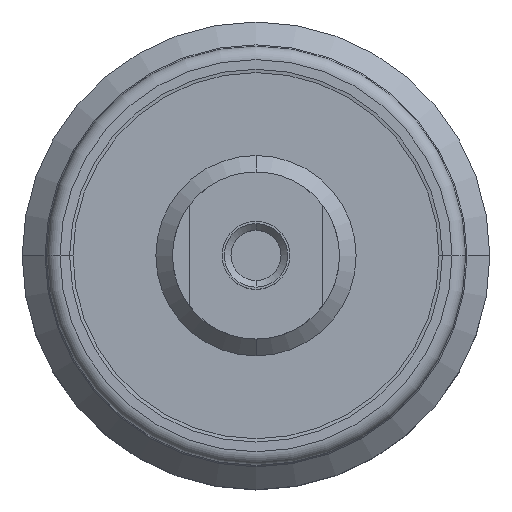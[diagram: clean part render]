
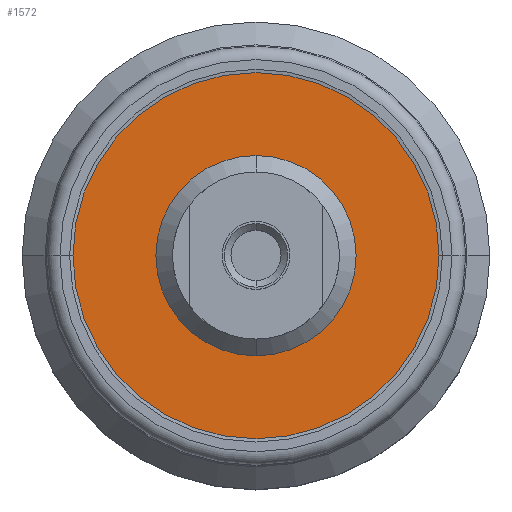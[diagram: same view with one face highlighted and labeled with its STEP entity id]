
A CAD part, top view. The second image highlights one B-rep face of the part: STEP entity #1572.
In plain terms, the highlighted planar face has unit normal (0, 0, 1).
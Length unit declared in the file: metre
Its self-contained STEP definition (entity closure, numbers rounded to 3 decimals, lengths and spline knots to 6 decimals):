
#11 = VERTEX_POINT ( 'NONE', #1399 ) ;
#39 = AXIS2_PLACEMENT_3D ( 'NONE', #1156, #1846, #68 ) ;
#68 = DIRECTION ( 'NONE',  ( 1., 0., 0. ) ) ;
#104 = AXIS2_PLACEMENT_3D ( 'NONE', #1620, #1257, #793 ) ;
#112 = ORIENTED_EDGE ( 'NONE', *, *, #1136, .T. ) ;
#126 = EDGE_CURVE ( 'NONE', #1337, #366, #1024, .T. ) ;
#229 = ORIENTED_EDGE ( 'NONE', *, *, #1153, .T. ) ;
#366 = VERTEX_POINT ( 'NONE', #490 ) ;
#407 = CARTESIAN_POINT ( 'NONE',  ( 0., 0., 0. ) ) ;
#490 = CARTESIAN_POINT ( 'NONE',  ( 0.00822, 0., 0. ) ) ;
#504 = CIRCLE ( 'NONE', #104, 0.00822 ) ;
#507 = EDGE_CURVE ( 'NONE', #1282, #11, #1407, .T. ) ;
#515 = AXIS2_PLACEMENT_3D ( 'NONE', #1239, #802, #1806 ) ;
#544 = DIRECTION ( 'NONE',  ( 1., 0., 0. ) ) ;
#552 = CIRCLE ( 'NONE', #39, 0.004496 ) ;
#610 = EDGE_LOOP ( 'NONE', ( #1192, #229 ) ) ;
#626 = FACE_OUTER_BOUND ( 'NONE', #795, .T. ) ;
#758 = PLANE ( 'NONE',  #1196 ) ;
#768 = AXIS2_PLACEMENT_3D ( 'NONE', #1412, #1402, #1392 ) ;
#771 = CARTESIAN_POINT ( 'NONE',  ( -0.00822, 0., 0. ) ) ;
#793 = DIRECTION ( 'NONE',  ( 1., 0., 0. ) ) ;
#795 = EDGE_LOOP ( 'NONE', ( #112, #1696 ) ) ;
#802 = DIRECTION ( 'NONE',  ( 0., 0., -1. ) ) ;
#806 = CARTESIAN_POINT ( 'NONE',  ( 0., -0.004496, 0. ) ) ;
#1024 = CIRCLE ( 'NONE', #768, 0.00822 ) ;
#1103 = DIRECTION ( 'NONE',  ( 0., 0., 1. ) ) ;
#1136 = EDGE_CURVE ( 'NONE', #366, #1337, #504, .T. ) ;
#1153 = EDGE_CURVE ( 'NONE', #11, #1282, #552, .T. ) ;
#1156 = CARTESIAN_POINT ( 'NONE',  ( 0., 0., 0. ) ) ;
#1192 = ORIENTED_EDGE ( 'NONE', *, *, #507, .T. ) ;
#1196 = AXIS2_PLACEMENT_3D ( 'NONE', #407, #1103, #544 ) ;
#1239 = CARTESIAN_POINT ( 'NONE',  ( 0., 0., 0. ) ) ;
#1257 = DIRECTION ( 'NONE',  ( 0., 0., 1. ) ) ;
#1282 = VERTEX_POINT ( 'NONE', #806 ) ;
#1337 = VERTEX_POINT ( 'NONE', #771 ) ;
#1392 = DIRECTION ( 'NONE',  ( 1., 0., 0. ) ) ;
#1399 = CARTESIAN_POINT ( 'NONE',  ( 0., 0.004496, 0. ) ) ;
#1402 = DIRECTION ( 'NONE',  ( 0., 0., 1. ) ) ;
#1407 = CIRCLE ( 'NONE', #515, 0.004496 ) ;
#1412 = CARTESIAN_POINT ( 'NONE',  ( 0., 0., 0. ) ) ;
#1572 = ADVANCED_FACE ( 'NONE', ( #626, #1833 ), #758, .T. ) ;
#1620 = CARTESIAN_POINT ( 'NONE',  ( 0., 0., 0. ) ) ;
#1696 = ORIENTED_EDGE ( 'NONE', *, *, #126, .T. ) ;
#1806 = DIRECTION ( 'NONE',  ( 1., 0., 0. ) ) ;
#1833 = FACE_BOUND ( 'NONE', #610, .T. ) ;
#1846 = DIRECTION ( 'NONE',  ( 0., 0., -1. ) ) ;
